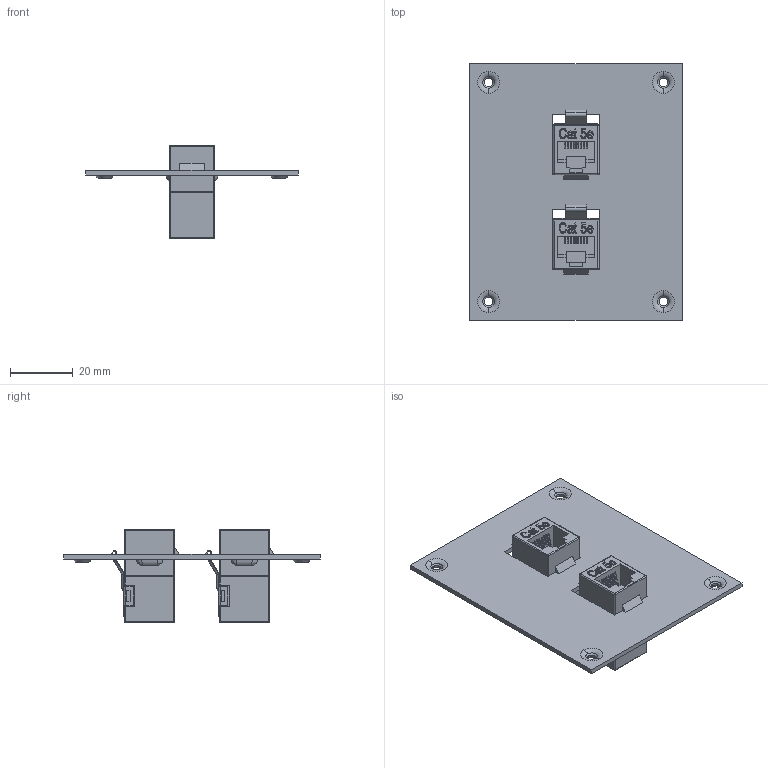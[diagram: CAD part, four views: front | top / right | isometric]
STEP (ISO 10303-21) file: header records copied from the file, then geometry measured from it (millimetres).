
FILE_DESCRIPTION (( 'STEP AP203' ), '1' );
FILE_NAME ('USP2SMC5B.STEP', '2014-11-13T13:16:29', ( 'x' ), ( '' ), 'SwSTEP 2.0', 'SolidWorks 2014', '' );
FILE_SCHEMA (( 'CONFIG_CONTROL_DESIGN' ));
Length unit declared in the file: inch
Products named in the file (3): TDG1026KS-C5E_New Logo - Latch Depressed; USP2SMC5B; 1AR03-003
Assembly tree (3 placements, depth 2):
  USP2SMC5B
    1AR03-003
    TDG1026KS-C5E_New Logo - Latch Depressed  x2
Bounding box: 68.07 x 82.04 x 30 mm (x, y, z)
Volume: 17941.9 mm3; surface area: 18006.5 mm2
Topology: 3 solids, 3 shells, 948 faces, 2624 edges, 1704 vertices
Faces by surface type: plane 510, bspline 292, cylinder 84, cone 24, torus 22, sphere 16
Entity records: 22034 total; most frequent: CARTESIAN_POINT 9549, ORIENTED_EDGE 2772, DIRECTION 2081, EDGE_CURVE 1386, VERTEX_POINT 908, LINE 905, VECTOR 905, AXIS2_PLACEMENT_3D 588
